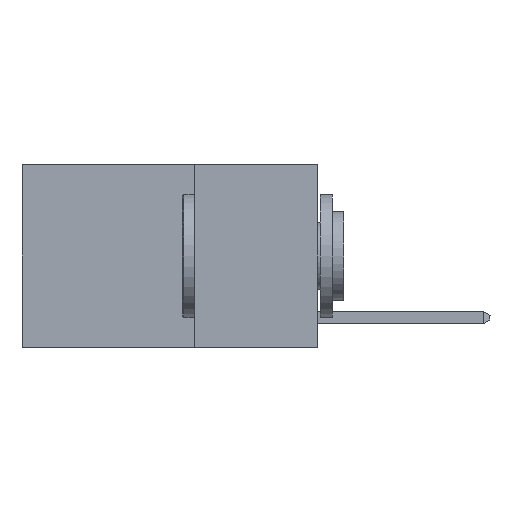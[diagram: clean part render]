
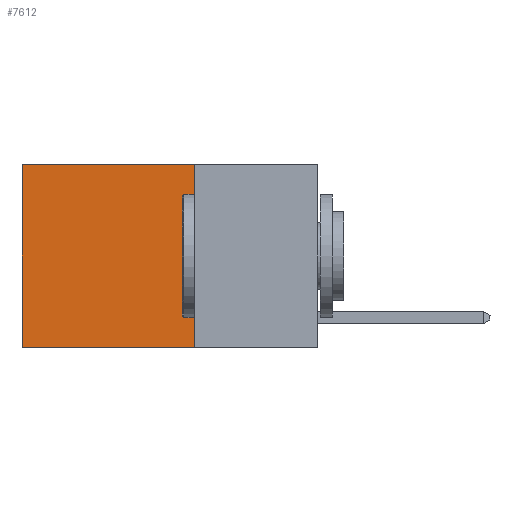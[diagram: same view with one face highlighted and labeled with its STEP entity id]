
A CAD part, left-side view. The second image highlights one B-rep face of the part: STEP entity #7612.
In plain terms, the highlighted planar face has unit normal (-1, 0, 0).
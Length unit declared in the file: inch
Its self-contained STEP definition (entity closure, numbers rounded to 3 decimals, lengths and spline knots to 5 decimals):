
#2150 = PLANE ( 'NONE',  #11505 ) ;
#3347 = VERTEX_POINT ( 'NONE', #24582 ) ;
#4373 = VECTOR ( 'NONE', #8031, 39.37008 ) ;
#4401 = CARTESIAN_POINT ( 'NONE',  ( 0.2625, 0.25, -0.37 ) ) ;
#4469 = FACE_OUTER_BOUND ( 'NONE', #16271, .T. ) ;
#6072 = VERTEX_POINT ( 'NONE', #4401 ) ;
#7347 = ORIENTED_EDGE ( 'NONE', *, *, #13330, .F. ) ;
#7612 = ADVANCED_FACE ( 'NONE', ( #4469 ), #2150, .F. ) ;
#8031 = DIRECTION ( 'NONE',  ( 0., 0., -1. ) ) ;
#8491 = DIRECTION ( 'NONE',  ( 0., 0., -1. ) ) ;
#9546 = DIRECTION ( 'NONE',  ( 0., 1., 0. ) ) ;
#9694 = ORIENTED_EDGE ( 'NONE', *, *, #12814, .F. ) ;
#10126 = LINE ( 'NONE', #18737, #4373 ) ;
#10813 = CARTESIAN_POINT ( 'NONE',  ( 0.2625, 0.6, 0. ) ) ;
#11505 = AXIS2_PLACEMENT_3D ( 'NONE', #19051, #12768, #8491 ) ;
#12606 = DIRECTION ( 'NONE',  ( 0., 0., -1. ) ) ;
#12614 = CARTESIAN_POINT ( 'NONE',  ( 0.2625, 0.6, 0. ) ) ;
#12744 = LINE ( 'NONE', #10813, #13878 ) ;
#12768 = DIRECTION ( 'NONE',  ( 1., 0., 0. ) ) ;
#12814 = EDGE_CURVE ( 'NONE', #23666, #6072, #10126, .T. ) ;
#13171 = CARTESIAN_POINT ( 'NONE',  ( 0.2625, 0.25, 0. ) ) ;
#13330 = EDGE_CURVE ( 'NONE', #6072, #3347, #16936, .T. ) ;
#13453 = VECTOR ( 'NONE', #23235, 39.37008 ) ;
#13878 = VECTOR ( 'NONE', #12606, 39.37008 ) ;
#14322 = ORIENTED_EDGE ( 'NONE', *, *, #16820, .T. ) ;
#14808 = EDGE_CURVE ( 'NONE', #19258, #3347, #12744, .T. ) ;
#15146 = CARTESIAN_POINT ( 'NONE',  ( 0.2625, 0.25, -0.37 ) ) ;
#16271 = EDGE_LOOP ( 'NONE', ( #16274, #7347, #9694, #14322 ) ) ;
#16274 = ORIENTED_EDGE ( 'NONE', *, *, #14808, .T. ) ;
#16820 = EDGE_CURVE ( 'NONE', #23666, #19258, #19288, .T. ) ;
#16936 = LINE ( 'NONE', #15146, #13453 ) ;
#18737 = CARTESIAN_POINT ( 'NONE',  ( 0.2625, 0.25, 0. ) ) ;
#19051 = CARTESIAN_POINT ( 'NONE',  ( 0.2625, 0.25, 0. ) ) ;
#19258 = VERTEX_POINT ( 'NONE', #12614 ) ;
#19288 = LINE ( 'NONE', #25338, #24019 ) ;
#23235 = DIRECTION ( 'NONE',  ( 0., 1., 0. ) ) ;
#23666 = VERTEX_POINT ( 'NONE', #13171 ) ;
#24019 = VECTOR ( 'NONE', #9546, 39.37008 ) ;
#24582 = CARTESIAN_POINT ( 'NONE',  ( 0.2625, 0.6, -0.37 ) ) ;
#25338 = CARTESIAN_POINT ( 'NONE',  ( 0.2625, 0.25, 0. ) ) ;
